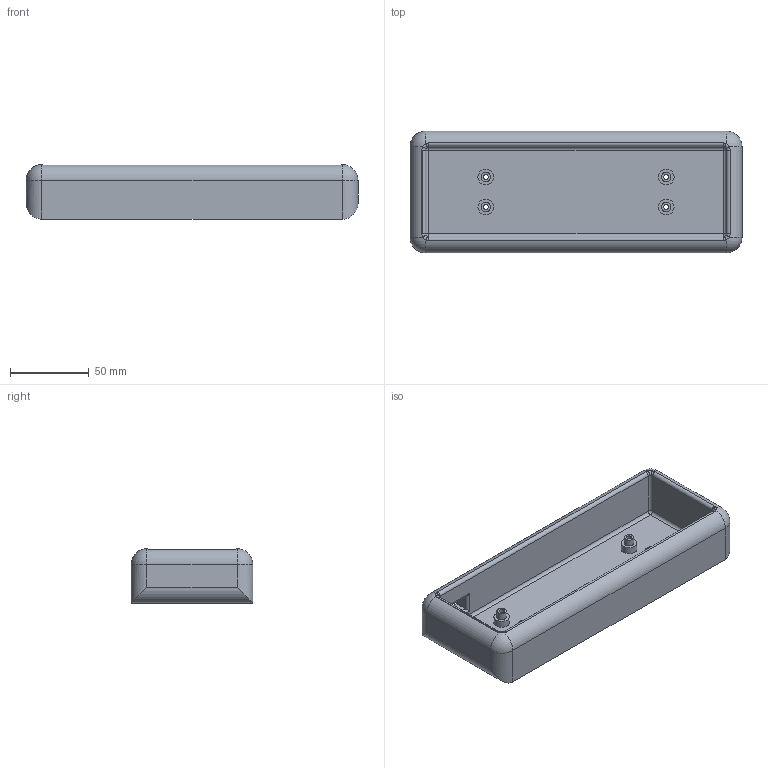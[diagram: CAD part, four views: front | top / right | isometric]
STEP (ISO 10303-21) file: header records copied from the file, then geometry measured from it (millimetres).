
FILE_DESCRIPTION (( 'STEP AP203' ), '1' );
FILE_NAME ('shell_v4.STEP', '2021-09-26T10:35:59', ( '' ), ( '' ), 'SwSTEP 2.0', 'SolidWorks 2021', '' );
FILE_SCHEMA (( 'CONFIG_CONTROL_DESIGN' ));
Length unit declared in the file: millimetre
Products named in the file (1): shell_v4
Bounding box: 210.5 x 77.15 x 34.39 mm (x, y, z)
Volume: 199541.5 mm3; surface area: 64599.2 mm2
Topology: 1 solids, 1 shells, 105 faces, 236 edges, 138 vertices
Faces by surface type: cylinder 59, plane 26, bspline 12, sphere 8
Entity records: 3238 total; most frequent: CARTESIAN_POINT 877, DIRECTION 491, ORIENTED_EDGE 458, EDGE_CURVE 229, AXIS2_PLACEMENT_3D 200, VERTEX_POINT 138, EDGE_LOOP 127, CIRCLE 106
